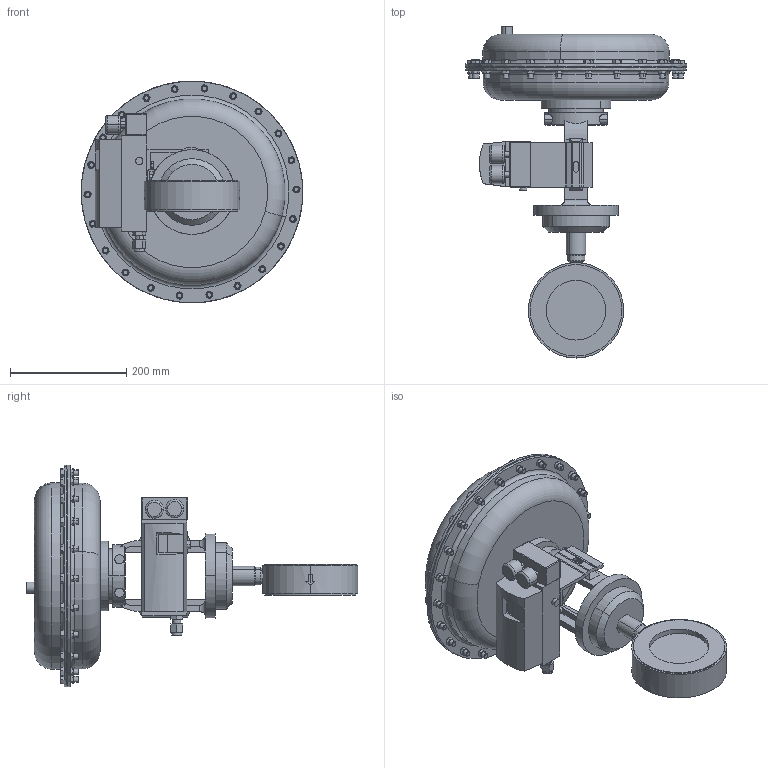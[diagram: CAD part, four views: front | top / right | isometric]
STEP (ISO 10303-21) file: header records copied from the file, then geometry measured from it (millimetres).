
FILE_DESCRIPTION (( 'STEP AP203' ), '1' );
FILE_NAME ('75SP-400-CB+SB-I3-85M-16IQ.step', '2017-10-27T12:45:20', ( '' ), ( '' ), 'SwSTEP 2.0', 'SolidWorks 2014', '' );
FILE_SCHEMA (( 'CONFIG_CONTROL_DESIGN' ));
Length unit declared in the file: inch
Products named in the file (1): 75SP-400-CB+SB-I3-85M-16IQ
Bounding box: 380.99 x 570.6 x 380.99 mm (x, y, z)
Volume: 12609768.4 mm3; surface area: 615191.7 mm2
Topology: 1 solids, 1 shells, 1229 faces, 2834 edges, 1716 vertices
Faces by surface type: plane 529, cone 454, cylinder 174, bspline 51, torus 19, sphere 2
Entity records: 40627 total; most frequent: CARTESIAN_POINT 14252, ORIENTED_EDGE 5660, DIRECTION 5061, EDGE_CURVE 2830, AXIS2_PLACEMENT_3D 1998, VERTEX_POINT 1716, EDGE_LOOP 1346, FACE_OUTER_BOUND 1229
